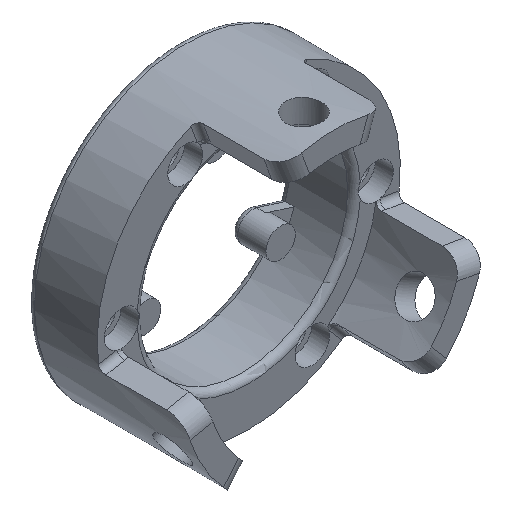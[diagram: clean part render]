
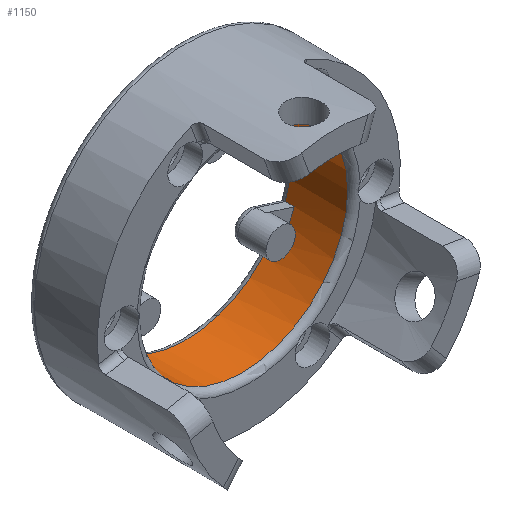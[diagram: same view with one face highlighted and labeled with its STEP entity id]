
A CAD part, isometric view. The second image highlights one B-rep face of the part: STEP entity #1150.
In plain terms, the highlighted cylindrical face has radius 8.2 mm (diameter 16.4 mm), a full revolution.
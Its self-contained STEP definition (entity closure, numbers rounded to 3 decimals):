
#47 = VECTOR ( 'NONE', #1987, 1000. ) ;
#50 = DIRECTION ( 'NONE',  ( 0., 1., 0. ) ) ;
#82 = CARTESIAN_POINT ( 'NONE',  ( -6.227, 9.7, -5.335 ) ) ;
#89 = ORIENTED_EDGE ( 'NONE', *, *, #1371, .T. ) ;
#124 = VERTEX_POINT ( 'NONE', #1434 ) ;
#140 = VERTEX_POINT ( 'NONE', #2286 ) ;
#164 = VECTOR ( 'NONE', #2518, 1000. ) ;
#165 = CARTESIAN_POINT ( 'NONE',  ( -1.507, 9.7, 8.06 ) ) ;
#229 = DIRECTION ( 'NONE',  ( 0., 1., 0. ) ) ;
#268 = AXIS2_PLACEMENT_3D ( 'NONE', #3033, #1897, #619 ) ;
#303 = CARTESIAN_POINT ( 'NONE',  ( -7.835, 9., -2.418 ) ) ;
#323 = DIRECTION ( 'NONE',  ( 0., 0., 1. ) ) ;
#347 = VERTEX_POINT ( 'NONE', #165 ) ;
#381 = VECTOR ( 'NONE', #1917, 1000. ) ;
#386 = CIRCLE ( 'NONE', #881, 8.2 ) ;
#390 = LINE ( 'NONE', #3074, #47 ) ;
#402 = DIRECTION ( 'NONE',  ( 0., 1., 0. ) ) ;
#425 = ORIENTED_EDGE ( 'NONE', *, *, #1760, .T. ) ;
#461 = DIRECTION ( 'NONE',  ( -0.866, 0., -0.5 ) ) ;
#479 = EDGE_CURVE ( 'NONE', #124, #1364, #1939, .T. ) ;
#486 = CARTESIAN_POINT ( 'NONE',  ( -1.507, 9., 8.06 ) ) ;
#490 = AXIS2_PLACEMENT_3D ( 'NONE', #2158, #824, #3000 ) ;
#515 = EDGE_CURVE ( 'NONE', #3397, #2504, #3002, .T. ) ;
#546 = VERTEX_POINT ( 'NONE', #82 ) ;
#554 = VERTEX_POINT ( 'NONE', #2742 ) ;
#564 = VERTEX_POINT ( 'NONE', #3039 ) ;
#608 = CIRCLE ( 'NONE', #2594, 8.2 ) ;
#619 = DIRECTION ( 'NONE',  ( 0., 0., -1. ) ) ;
#664 = CARTESIAN_POINT ( 'NONE',  ( -1.507, 9., 8.06 ) ) ;
#727 = CIRCLE ( 'NONE', #2411, 8.2 ) ;
#770 = CARTESIAN_POINT ( 'NONE',  ( 0., 5.309, 8.2 ) ) ;
#782 = CARTESIAN_POINT ( 'NONE',  ( 0., 9., 0. ) ) ;
#806 = FACE_OUTER_BOUND ( 'NONE', #3054, .T. ) ;
#824 = DIRECTION ( 'NONE',  ( 0., 1., 0. ) ) ;
#829 = CARTESIAN_POINT ( 'NONE',  ( 0., 5.309, 0. ) ) ;
#881 = AXIS2_PLACEMENT_3D ( 'NONE', #1522, #2613, #461 ) ;
#884 = EDGE_CURVE ( 'NONE', #1364, #347, #3268, .T. ) ;
#964 = CARTESIAN_POINT ( 'NONE',  ( 0., 9.7, 0. ) ) ;
#1033 = EDGE_CURVE ( 'NONE', #564, #1696, #1278, .T. ) ;
#1061 = ORIENTED_EDGE ( 'NONE', *, *, #1584, .T. ) ;
#1070 = ORIENTED_EDGE ( 'NONE', *, *, #1033, .F. ) ;
#1077 = EDGE_LOOP ( 'NONE', ( #1135 ) ) ;
#1135 = ORIENTED_EDGE ( 'NONE', *, *, #3413, .T. ) ;
#1150 = ADVANCED_FACE ( 'NONE', ( #2475, #806 ), #3300, .F. ) ;
#1162 = CARTESIAN_POINT ( 'NONE',  ( 0., 9.7, 0. ) ) ;
#1207 = CARTESIAN_POINT ( 'NONE',  ( 7.734, 9.7, -2.725 ) ) ;
#1215 = AXIS2_PLACEMENT_3D ( 'NONE', #829, #2728, #323 ) ;
#1236 = CARTESIAN_POINT ( 'NONE',  ( 7.734, 9., -2.725 ) ) ;
#1273 = CARTESIAN_POINT ( 'NONE',  ( -7.835, 9.7, -2.418 ) ) ;
#1278 = LINE ( 'NONE', #1236, #2167 ) ;
#1356 = EDGE_CURVE ( 'NONE', #1732, #546, #2323, .T. ) ;
#1364 = VERTEX_POINT ( 'NONE', #1273 ) ;
#1371 = EDGE_CURVE ( 'NONE', #1703, #3397, #386, .T. ) ;
#1402 = CARTESIAN_POINT ( 'NONE',  ( 1.824, 9., 7.995 ) ) ;
#1434 = CARTESIAN_POINT ( 'NONE',  ( -7.835, 9., -2.418 ) ) ;
#1497 = ORIENTED_EDGE ( 'NONE', *, *, #2795, .T. ) ;
#1522 = CARTESIAN_POINT ( 'NONE',  ( 0., 9., 0. ) ) ;
#1584 = EDGE_CURVE ( 'NONE', #554, #140, #390, .T. ) ;
#1668 = CIRCLE ( 'NONE', #3126, 8.2 ) ;
#1696 = VERTEX_POINT ( 'NONE', #1207 ) ;
#1703 = VERTEX_POINT ( 'NONE', #486 ) ;
#1732 = VERTEX_POINT ( 'NONE', #1747 ) ;
#1747 = CARTESIAN_POINT ( 'NONE',  ( -6.227, 9., -5.335 ) ) ;
#1760 = EDGE_CURVE ( 'NONE', #2504, #1696, #608, .T. ) ;
#1766 = CARTESIAN_POINT ( 'NONE',  ( -6.227, 9., -5.335 ) ) ;
#1810 = DIRECTION ( 'NONE',  ( 0., 1., 0. ) ) ;
#1859 = VERTEX_POINT ( 'NONE', #770 ) ;
#1897 = DIRECTION ( 'NONE',  ( 0., 1., 0. ) ) ;
#1917 = DIRECTION ( 'NONE',  ( 0., 1., 0. ) ) ;
#1939 = LINE ( 'NONE', #303, #164 ) ;
#1944 = ORIENTED_EDGE ( 'NONE', *, *, #479, .T. ) ;
#1979 = LINE ( 'NONE', #664, #2876 ) ;
#1987 = DIRECTION ( 'NONE',  ( 0., 1., 0. ) ) ;
#2005 = CIRCLE ( 'NONE', #2644, 8.2 ) ;
#2054 = VECTOR ( 'NONE', #1810, 1000. ) ;
#2092 = DIRECTION ( 'NONE',  ( 0.866, 0., -0.5 ) ) ;
#2125 = EDGE_CURVE ( 'NONE', #564, #554, #2005, .T. ) ;
#2158 = CARTESIAN_POINT ( 'NONE',  ( 0., -35.366, 0. ) ) ;
#2161 = CARTESIAN_POINT ( 'NONE',  ( 1.824, 9., 7.995 ) ) ;
#2167 = VECTOR ( 'NONE', #2618, 1000. ) ;
#2189 = DIRECTION ( 'NONE',  ( 0., 0., 1. ) ) ;
#2286 = CARTESIAN_POINT ( 'NONE',  ( 6.012, 9.7, -5.577 ) ) ;
#2287 = ORIENTED_EDGE ( 'NONE', *, *, #884, .T. ) ;
#2295 = DIRECTION ( 'NONE',  ( 0., 1., 0. ) ) ;
#2323 = LINE ( 'NONE', #1766, #2054 ) ;
#2411 = AXIS2_PLACEMENT_3D ( 'NONE', #1162, #2295, #2838 ) ;
#2460 = ORIENTED_EDGE ( 'NONE', *, *, #515, .T. ) ;
#2466 = CARTESIAN_POINT ( 'NONE',  ( 0., 9., 0. ) ) ;
#2475 = FACE_OUTER_BOUND ( 'NONE', #1077, .T. ) ;
#2504 = VERTEX_POINT ( 'NONE', #2653 ) ;
#2518 = DIRECTION ( 'NONE',  ( 0., 1., 0. ) ) ;
#2562 = EDGE_CURVE ( 'NONE', #1703, #347, #1979, .T. ) ;
#2594 = AXIS2_PLACEMENT_3D ( 'NONE', #964, #3190, #3146 ) ;
#2603 = EDGE_CURVE ( 'NONE', #140, #546, #727, .T. ) ;
#2613 = DIRECTION ( 'NONE',  ( 0., 1., 0. ) ) ;
#2618 = DIRECTION ( 'NONE',  ( 0., 1., 0. ) ) ;
#2644 = AXIS2_PLACEMENT_3D ( 'NONE', #2466, #50, #2189 ) ;
#2650 = ORIENTED_EDGE ( 'NONE', *, *, #2125, .T. ) ;
#2653 = CARTESIAN_POINT ( 'NONE',  ( 1.824, 9.7, 7.995 ) ) ;
#2728 = DIRECTION ( 'NONE',  ( 0., -1., 0. ) ) ;
#2742 = CARTESIAN_POINT ( 'NONE',  ( 6.012, 9., -5.577 ) ) ;
#2746 = CIRCLE ( 'NONE', #1215, 8.2 ) ;
#2795 = EDGE_CURVE ( 'NONE', #1732, #124, #1668, .T. ) ;
#2835 = ORIENTED_EDGE ( 'NONE', *, *, #2562, .F. ) ;
#2838 = DIRECTION ( 'NONE',  ( 0., 0., -1. ) ) ;
#2876 = VECTOR ( 'NONE', #402, 1000. ) ;
#3000 = DIRECTION ( 'NONE',  ( 0., 0., 1. ) ) ;
#3002 = LINE ( 'NONE', #1402, #381 ) ;
#3033 = CARTESIAN_POINT ( 'NONE',  ( 0., 9.7, 0. ) ) ;
#3039 = CARTESIAN_POINT ( 'NONE',  ( 7.734, 9., -2.725 ) ) ;
#3054 = EDGE_LOOP ( 'NONE', ( #1061, #3166, #3192, #1497, #1944, #2287, #2835, #89, #2460, #425, #1070, #2650 ) ) ;
#3074 = CARTESIAN_POINT ( 'NONE',  ( 6.012, 9., -5.577 ) ) ;
#3126 = AXIS2_PLACEMENT_3D ( 'NONE', #782, #229, #2092 ) ;
#3146 = DIRECTION ( 'NONE',  ( 0., 0., -1. ) ) ;
#3166 = ORIENTED_EDGE ( 'NONE', *, *, #2603, .T. ) ;
#3190 = DIRECTION ( 'NONE',  ( 0., 1., 0. ) ) ;
#3192 = ORIENTED_EDGE ( 'NONE', *, *, #1356, .F. ) ;
#3268 = CIRCLE ( 'NONE', #268, 8.2 ) ;
#3300 = CYLINDRICAL_SURFACE ( 'NONE', #490, 8.2 ) ;
#3397 = VERTEX_POINT ( 'NONE', #2161 ) ;
#3413 = EDGE_CURVE ( 'NONE', #1859, #1859, #2746, .T. ) ;
